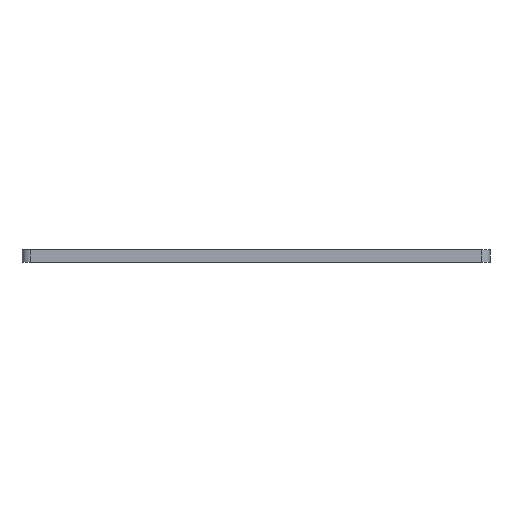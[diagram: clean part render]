
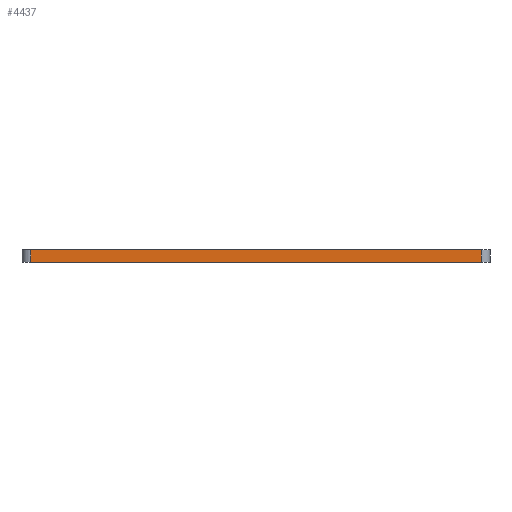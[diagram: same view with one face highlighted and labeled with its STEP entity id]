
A CAD part, left-side view. The second image highlights one B-rep face of the part: STEP entity #4437.
In plain terms, the highlighted planar face has unit normal (-1, 0, 0).
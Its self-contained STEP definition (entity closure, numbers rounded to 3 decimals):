
#318 = LINE ( 'NONE', #4500, #377 ) ;
#377 = VECTOR ( 'NONE', #4517, 1000. ) ;
#749 = ORIENTED_EDGE ( 'NONE', *, *, #1822, .F. ) ;
#1014 = ORIENTED_EDGE ( 'NONE', *, *, #1905, .F. ) ;
#1052 = VECTOR ( 'NONE', #4629, 1000. ) ;
#1213 = LINE ( 'NONE', #3647, #4778 ) ;
#1370 = CARTESIAN_POINT ( 'NONE',  ( 0., -110., 0. ) ) ;
#1686 = VECTOR ( 'NONE', #1983, 1000. ) ;
#1822 = EDGE_CURVE ( 'NONE', #5394, #4555, #6771, .T. ) ;
#1825 = CARTESIAN_POINT ( 'NONE',  ( 0., -2., 3. ) ) ;
#1849 = EDGE_CURVE ( 'NONE', #2370, #3457, #1213, .T. ) ;
#1905 = EDGE_CURVE ( 'NONE', #3457, #5394, #4643, .T. ) ;
#1983 = DIRECTION ( 'NONE',  ( 0., 1., 0. ) ) ;
#2295 = CARTESIAN_POINT ( 'NONE',  ( 0., -2., 0. ) ) ;
#2370 = VERTEX_POINT ( 'NONE', #6645 ) ;
#2415 = ORIENTED_EDGE ( 'NONE', *, *, #3345, .T. ) ;
#2792 = EDGE_LOOP ( 'NONE', ( #1014, #6432, #2415, #749 ) ) ;
#3345 = EDGE_CURVE ( 'NONE', #2370, #4555, #318, .T. ) ;
#3457 = VERTEX_POINT ( 'NONE', #5243 ) ;
#3647 = CARTESIAN_POINT ( 'NONE',  ( 0., -108., 3. ) ) ;
#4014 = FACE_OUTER_BOUND ( 'NONE', #2792, .T. ) ;
#4080 = CARTESIAN_POINT ( 'NONE',  ( 0., -2., 3. ) ) ;
#4437 = ADVANCED_FACE ( 'NONE', ( #4014 ), #5629, .T. ) ;
#4500 = CARTESIAN_POINT ( 'NONE',  ( 0., -110., 3. ) ) ;
#4517 = DIRECTION ( 'NONE',  ( 0., 1., 0. ) ) ;
#4555 = VERTEX_POINT ( 'NONE', #4080 ) ;
#4596 = DIRECTION ( 'NONE',  ( 0., 0., 1. ) ) ;
#4620 = CARTESIAN_POINT ( 'NONE',  ( 0., -110., 3. ) ) ;
#4629 = DIRECTION ( 'NONE',  ( 0., 0., 1. ) ) ;
#4643 = LINE ( 'NONE', #1370, #1686 ) ;
#4652 = DIRECTION ( 'NONE',  ( -1., 0., 0. ) ) ;
#4778 = VECTOR ( 'NONE', #5653, 1000. ) ;
#5243 = CARTESIAN_POINT ( 'NONE',  ( 0., -108., 0. ) ) ;
#5394 = VERTEX_POINT ( 'NONE', #2295 ) ;
#5629 = PLANE ( 'NONE',  #6833 ) ;
#5653 = DIRECTION ( 'NONE',  ( 0., 0., -1. ) ) ;
#6432 = ORIENTED_EDGE ( 'NONE', *, *, #1849, .F. ) ;
#6645 = CARTESIAN_POINT ( 'NONE',  ( 0., -108., 3. ) ) ;
#6771 = LINE ( 'NONE', #1825, #1052 ) ;
#6833 = AXIS2_PLACEMENT_3D ( 'NONE', #4620, #4652, #4596 ) ;
